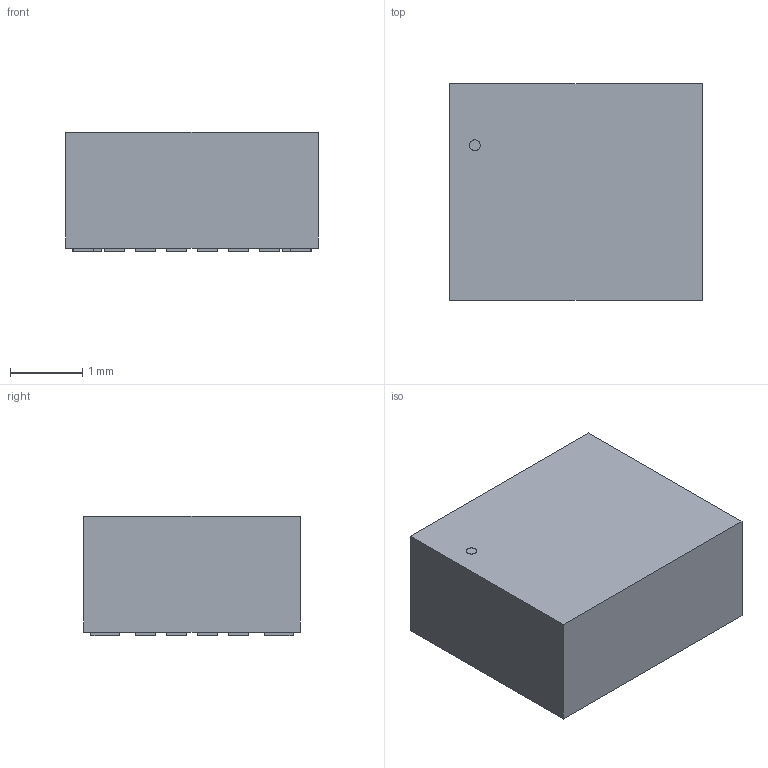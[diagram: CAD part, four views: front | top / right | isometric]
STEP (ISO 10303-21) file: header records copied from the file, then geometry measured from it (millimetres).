
FILE_DESCRIPTION(('STEP AP214'),'1');
FILE_NAME('LGA-24_3X3P5X1_STM','2022-02-25T09:57:06',(''),(''),'','','');
FILE_SCHEMA(('AUTOMOTIVE_DESIGN'));
Length unit declared in the file: millimetre
Products named in the file (1): product
Bounding box: 3.5 x 3 x 1.65 mm (x, y, z)
Volume: 16.9 mm3; surface area: 48.9 mm2
Topology: 26 solids, 26 shells, 153 faces, 303 edges, 202 vertices
Faces by surface type: plane 152, cylinder 1
Full cylindrical faces by diameter (mm): 0.15 x1
Entity records: 3712 total; most frequent: DIRECTION 614, ORIENTED_EDGE 604, CARTESIAN_POINT 359, EDGE_CURVE 302, LINE 300, VECTOR 300, VERTEX_POINT 202, AXIS2_PLACEMENT_3D 157
